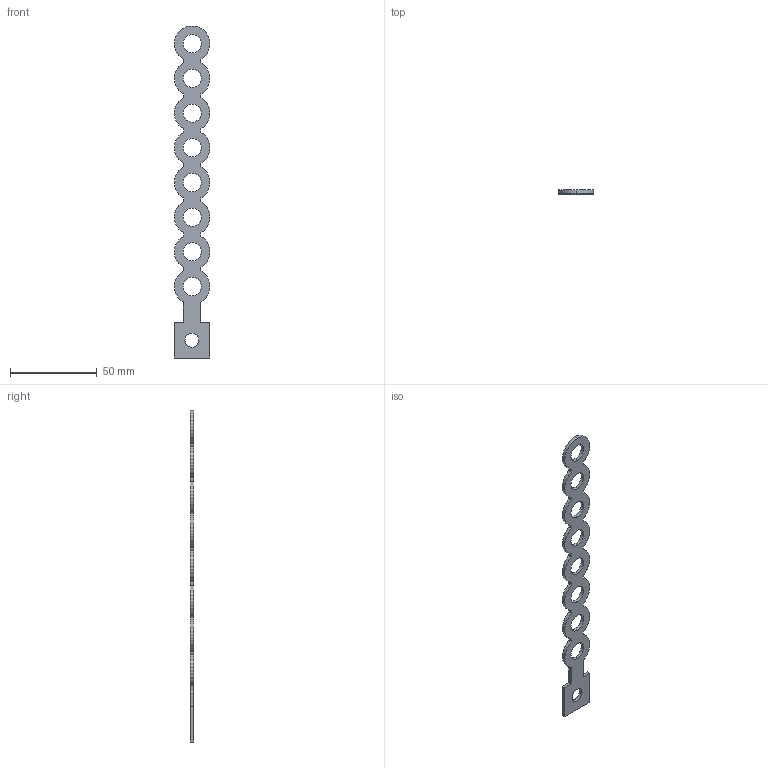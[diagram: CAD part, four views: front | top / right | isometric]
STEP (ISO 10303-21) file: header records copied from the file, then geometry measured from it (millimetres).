
FILE_DESCRIPTION (( 'STEP AP214' ), '1' );
FILE_NAME ('BatteryBusbar_Draft.STEP', '2017-12-09T11:35:26', ( '' ), ( '' ), 'SwSTEP 2.0', 'SolidWorks 2017', '' );
FILE_SCHEMA (( 'AUTOMOTIVE_DESIGN' ));
Length unit declared in the file: millimetre
Products named in the file (1): BatteryBusbar_Draft
Bounding box: 20.64 x 2 x 191.5 mm (x, y, z)
Volume: 4902.3 mm3; surface area: 6447.5 mm2
Topology: 1 solids, 1 shells, 57 faces, 165 edges, 110 vertices
Faces by surface type: cylinder 34, plane 23
Entity records: 1977 total; most frequent: DIRECTION 349, CARTESIAN_POINT 333, ORIENTED_EDGE 330, EDGE_CURVE 165, AXIS2_PLACEMENT_3D 126, VERTEX_POINT 110, VECTOR 97, LINE 97
